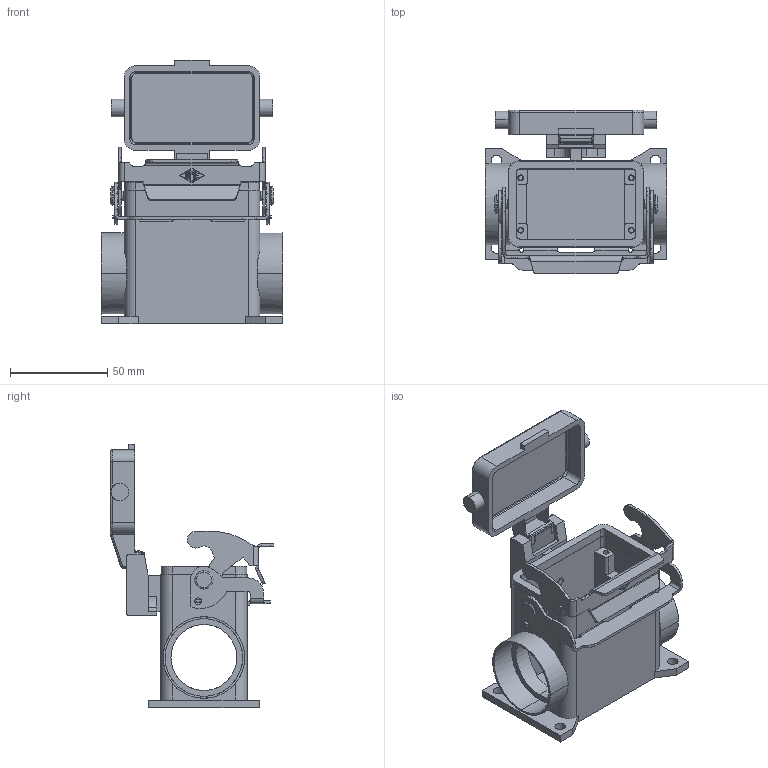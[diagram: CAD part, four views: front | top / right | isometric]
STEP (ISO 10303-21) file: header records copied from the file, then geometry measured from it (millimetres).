
FILE_DESCRIPTION((''),'2;1');
FILE_NAME('MVAP 10LS240.stp','2007-01-05T08:54:33',('gembarski'),(''),'Autodesk Inventor 7','Autodesk Inventor 7','');
FILE_SCHEMA(('AUTOMOTIVE_DESIGN { 1 0 10303 214 1 1 1 1 }'));
Length unit declared in the file: millimetre
Products named in the file (1): MVAP 10LS240
Bounding box: 93.5 x 84.23 x 136 mm (x, y, z)
Volume: 110684.6 mm3; surface area: 70801.7 mm2
Topology: 4 solids, 4 shells, 578 faces, 1576 edges, 1026 vertices
Faces by surface type: plane 223, cylinder 188, bspline 151, torus 10, cone 4, sphere 2
Entity records: 21462 total; most frequent: CARTESIAN_POINT 6907, ORIENTED_EDGE 3138, DIRECTION 2925, EDGE_CURVE 1569, VERTEX_POINT 1026, AXIS2_PLACEMENT_3D 986, VECTOR 953, LINE 953
